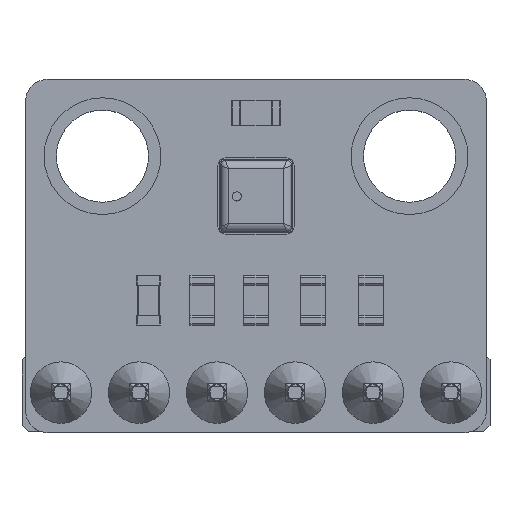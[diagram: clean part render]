
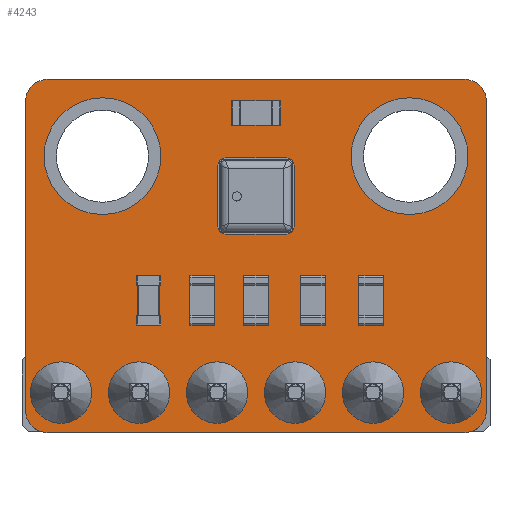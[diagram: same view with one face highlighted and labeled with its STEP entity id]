
A CAD part, top view. The second image highlights one B-rep face of the part: STEP entity #4243.
In plain terms, the highlighted planar face has unit normal (0, 0, 1).
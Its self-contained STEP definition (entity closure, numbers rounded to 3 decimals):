
#74 = VERTEX_POINT('',#75);
#75 = CARTESIAN_POINT('',(0.7,0.,1.5));
#81 = EDGE_CURVE('',#74,#82,#84,.T.);
#82 = VERTEX_POINT('',#83);
#83 = CARTESIAN_POINT('',(14.3,0.,1.5));
#84 = LINE('',#85,#86);
#85 = CARTESIAN_POINT('',(0.7,0.,1.5));
#86 = VECTOR('',#87,1.);
#87 = DIRECTION('',(1.,0.,0.));
#114 = VERTEX_POINT('',#115);
#115 = CARTESIAN_POINT('',(0.,0.7,1.5));
#121 = EDGE_CURVE('',#114,#74,#122,.T.);
#122 = CIRCLE('',#123,0.7);
#123 = AXIS2_PLACEMENT_3D('',#124,#125,#126);
#124 = CARTESIAN_POINT('',(0.7,0.7,1.5));
#125 = DIRECTION('',(0.,0.,1.));
#126 = DIRECTION('',(1.,0.,0.));
#145 = EDGE_CURVE('',#82,#146,#148,.T.);
#146 = VERTEX_POINT('',#147);
#147 = CARTESIAN_POINT('',(15.,0.7,1.5));
#148 = CIRCLE('',#149,0.7);
#149 = AXIS2_PLACEMENT_3D('',#150,#151,#152);
#150 = CARTESIAN_POINT('',(14.3,0.7,1.5));
#151 = DIRECTION('',(0.,0.,1.));
#152 = DIRECTION('',(1.,0.,0.));
#4243 = ADVANCED_FACE('',(#4244,#4289,#4300,#4311,#4322,#4333,#4344,
    #4355,#4366),#4377,.T.);
#4244 = FACE_BOUND('',#4245,.T.);
#4245 = EDGE_LOOP('',(#4246,#4247,#4248,#4256,#4265,#4273,#4282,#4288));
#4246 = ORIENTED_EDGE('',*,*,#81,.T.);
#4247 = ORIENTED_EDGE('',*,*,#145,.T.);
#4248 = ORIENTED_EDGE('',*,*,#4249,.T.);
#4249 = EDGE_CURVE('',#146,#4250,#4252,.T.);
#4250 = VERTEX_POINT('',#4251);
#4251 = CARTESIAN_POINT('',(15.,10.8,1.5));
#4252 = LINE('',#4253,#4254);
#4253 = CARTESIAN_POINT('',(15.,0.7,1.5));
#4254 = VECTOR('',#4255,1.);
#4255 = DIRECTION('',(0.,1.,0.));
#4256 = ORIENTED_EDGE('',*,*,#4257,.T.);
#4257 = EDGE_CURVE('',#4250,#4258,#4260,.T.);
#4258 = VERTEX_POINT('',#4259);
#4259 = CARTESIAN_POINT('',(14.3,11.5,1.5));
#4260 = CIRCLE('',#4261,0.7);
#4261 = AXIS2_PLACEMENT_3D('',#4262,#4263,#4264);
#4262 = CARTESIAN_POINT('',(14.3,10.8,1.5));
#4263 = DIRECTION('',(0.,0.,1.));
#4264 = DIRECTION('',(1.,0.,0.));
#4265 = ORIENTED_EDGE('',*,*,#4266,.T.);
#4266 = EDGE_CURVE('',#4258,#4267,#4269,.T.);
#4267 = VERTEX_POINT('',#4268);
#4268 = CARTESIAN_POINT('',(0.7,11.5,1.5));
#4269 = LINE('',#4270,#4271);
#4270 = CARTESIAN_POINT('',(14.3,11.5,1.5));
#4271 = VECTOR('',#4272,1.);
#4272 = DIRECTION('',(-1.,0.,0.));
#4273 = ORIENTED_EDGE('',*,*,#4274,.T.);
#4274 = EDGE_CURVE('',#4267,#4275,#4277,.T.);
#4275 = VERTEX_POINT('',#4276);
#4276 = CARTESIAN_POINT('',(0.,10.8,1.5));
#4277 = CIRCLE('',#4278,0.7);
#4278 = AXIS2_PLACEMENT_3D('',#4279,#4280,#4281);
#4279 = CARTESIAN_POINT('',(0.7,10.8,1.5));
#4280 = DIRECTION('',(0.,0.,1.));
#4281 = DIRECTION('',(1.,0.,0.));
#4282 = ORIENTED_EDGE('',*,*,#4283,.T.);
#4283 = EDGE_CURVE('',#4275,#114,#4284,.T.);
#4284 = LINE('',#4285,#4286);
#4285 = CARTESIAN_POINT('',(0.,10.8,1.5));
#4286 = VECTOR('',#4287,1.);
#4287 = DIRECTION('',(0.,-1.,0.));
#4288 = ORIENTED_EDGE('',*,*,#121,.T.);
#4289 = FACE_BOUND('',#4290,.T.);
#4290 = EDGE_LOOP('',(#4291));
#4291 = ORIENTED_EDGE('',*,*,#4292,.F.);
#4292 = EDGE_CURVE('',#4293,#4293,#4295,.T.);
#4293 = VERTEX_POINT('',#4294);
#4294 = CARTESIAN_POINT('',(2.05,1.3,1.5));
#4295 = CIRCLE('',#4296,0.9);
#4296 = AXIS2_PLACEMENT_3D('',#4297,#4298,#4299);
#4297 = CARTESIAN_POINT('',(1.15,1.3,1.5));
#4298 = DIRECTION('',(0.,0.,1.));
#4299 = DIRECTION('',(1.,0.,0.));
#4300 = FACE_BOUND('',#4301,.T.);
#4301 = EDGE_LOOP('',(#4302));
#4302 = ORIENTED_EDGE('',*,*,#4303,.F.);
#4303 = EDGE_CURVE('',#4304,#4304,#4306,.T.);
#4304 = VERTEX_POINT('',#4305);
#4305 = CARTESIAN_POINT('',(4.59,1.3,1.5));
#4306 = CIRCLE('',#4307,0.9);
#4307 = AXIS2_PLACEMENT_3D('',#4308,#4309,#4310);
#4308 = CARTESIAN_POINT('',(3.69,1.3,1.5));
#4309 = DIRECTION('',(0.,0.,1.));
#4310 = DIRECTION('',(1.,0.,0.));
#4311 = FACE_BOUND('',#4312,.T.);
#4312 = EDGE_LOOP('',(#4313));
#4313 = ORIENTED_EDGE('',*,*,#4314,.F.);
#4314 = EDGE_CURVE('',#4315,#4315,#4317,.T.);
#4315 = VERTEX_POINT('',#4316);
#4316 = CARTESIAN_POINT('',(7.13,1.3,1.5));
#4317 = CIRCLE('',#4318,0.9);
#4318 = AXIS2_PLACEMENT_3D('',#4319,#4320,#4321);
#4319 = CARTESIAN_POINT('',(6.23,1.3,1.5));
#4320 = DIRECTION('',(0.,0.,1.));
#4321 = DIRECTION('',(1.,0.,0.));
#4322 = FACE_BOUND('',#4323,.T.);
#4323 = EDGE_LOOP('',(#4324));
#4324 = ORIENTED_EDGE('',*,*,#4325,.F.);
#4325 = EDGE_CURVE('',#4326,#4326,#4328,.T.);
#4326 = VERTEX_POINT('',#4327);
#4327 = CARTESIAN_POINT('',(9.67,1.3,1.5));
#4328 = CIRCLE('',#4329,0.9);
#4329 = AXIS2_PLACEMENT_3D('',#4330,#4331,#4332);
#4330 = CARTESIAN_POINT('',(8.77,1.3,1.5));
#4331 = DIRECTION('',(0.,0.,1.));
#4332 = DIRECTION('',(1.,0.,0.));
#4333 = FACE_BOUND('',#4334,.T.);
#4334 = EDGE_LOOP('',(#4335));
#4335 = ORIENTED_EDGE('',*,*,#4336,.F.);
#4336 = EDGE_CURVE('',#4337,#4337,#4339,.T.);
#4337 = VERTEX_POINT('',#4338);
#4338 = CARTESIAN_POINT('',(12.21,1.3,1.5));
#4339 = CIRCLE('',#4340,0.9);
#4340 = AXIS2_PLACEMENT_3D('',#4341,#4342,#4343);
#4341 = CARTESIAN_POINT('',(11.31,1.3,1.5));
#4342 = DIRECTION('',(0.,0.,1.));
#4343 = DIRECTION('',(1.,0.,0.));
#4344 = FACE_BOUND('',#4345,.T.);
#4345 = EDGE_LOOP('',(#4346));
#4346 = ORIENTED_EDGE('',*,*,#4347,.F.);
#4347 = EDGE_CURVE('',#4348,#4348,#4350,.T.);
#4348 = VERTEX_POINT('',#4349);
#4349 = CARTESIAN_POINT('',(14.75,1.3,1.5));
#4350 = CIRCLE('',#4351,0.9);
#4351 = AXIS2_PLACEMENT_3D('',#4352,#4353,#4354);
#4352 = CARTESIAN_POINT('',(13.85,1.3,1.5));
#4353 = DIRECTION('',(0.,0.,1.));
#4354 = DIRECTION('',(1.,0.,0.));
#4355 = FACE_BOUND('',#4356,.T.);
#4356 = EDGE_LOOP('',(#4357));
#4357 = ORIENTED_EDGE('',*,*,#4358,.F.);
#4358 = EDGE_CURVE('',#4359,#4359,#4361,.T.);
#4359 = VERTEX_POINT('',#4360);
#4360 = CARTESIAN_POINT('',(4.4,9.,1.5));
#4361 = CIRCLE('',#4362,1.9);
#4362 = AXIS2_PLACEMENT_3D('',#4363,#4364,#4365);
#4363 = CARTESIAN_POINT('',(2.5,9.,1.5));
#4364 = DIRECTION('',(0.,0.,1.));
#4365 = DIRECTION('',(1.,0.,0.));
#4366 = FACE_BOUND('',#4367,.T.);
#4367 = EDGE_LOOP('',(#4368));
#4368 = ORIENTED_EDGE('',*,*,#4369,.F.);
#4369 = EDGE_CURVE('',#4370,#4370,#4372,.T.);
#4370 = VERTEX_POINT('',#4371);
#4371 = CARTESIAN_POINT('',(14.4,9.,1.5));
#4372 = CIRCLE('',#4373,1.9);
#4373 = AXIS2_PLACEMENT_3D('',#4374,#4375,#4376);
#4374 = CARTESIAN_POINT('',(12.5,9.,1.5));
#4375 = DIRECTION('',(0.,0.,1.));
#4376 = DIRECTION('',(1.,0.,0.));
#4377 = PLANE('',#4378);
#4378 = AXIS2_PLACEMENT_3D('',#4379,#4380,#4381);
#4379 = CARTESIAN_POINT('',(7.5,5.524,1.5));
#4380 = DIRECTION('',(0.,0.,1.));
#4381 = DIRECTION('',(1.,0.,0.));
